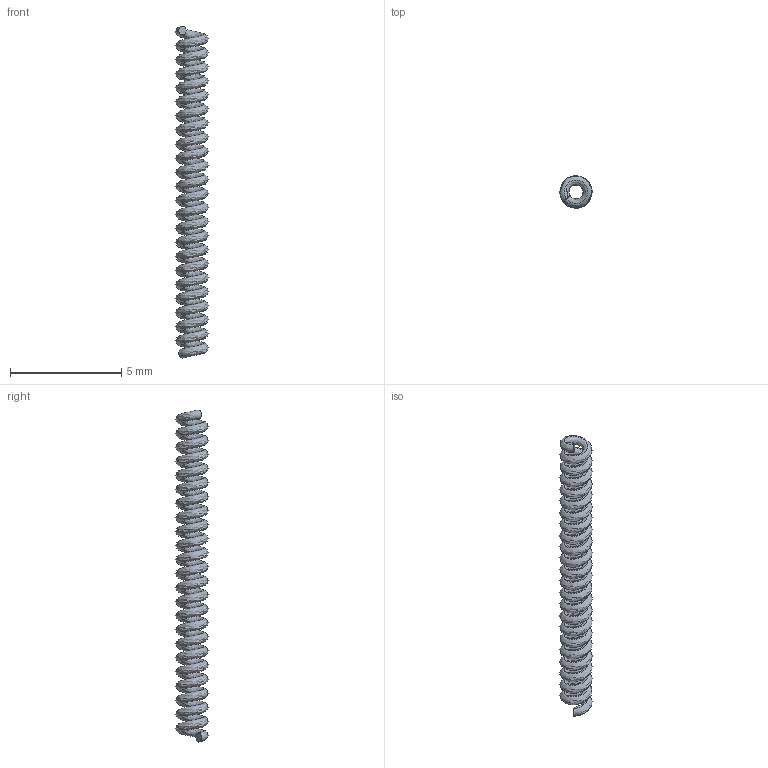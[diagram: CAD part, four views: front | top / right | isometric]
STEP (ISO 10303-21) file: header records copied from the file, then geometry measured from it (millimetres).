
FILE_DESCRIPTION(('FreeCAD Model'),'2;1');
FILE_NAME('693061010911_RESSORT 01.stp','2016-01-27T22:40:48',('FreeCAD'),('FreeCAD'), 'Open CASCADE STEP processor 6.8','FreeCAD','Unknown');
FILE_SCHEMA(('AUTOMOTIVE_DESIGN_CC2 { 1 2 10303 214 -1 1 5 4 }'));
Length unit declared in the file: millimetre
Products named in the file (1): Open CASCADE STEP translator 6.8 68
Bounding box: 1.44 x 1.44 x 14.9 mm (x, y, z)
Volume: 9.5 mm3; surface area: 96.5 mm2
Topology: 1 solids, 1 shells, 4 faces, 6 edges, 4 vertices
Faces by surface type: plane 2, bspline 2
Entity records: 3018 total; most frequent: CARTESIAN_POINT 2913, ORIENTED_EDGE 12, PCURVE 12, DEFINITIONAL_REPRESENTATION 12, DIRECTION 10, EDGE_CURVE 6, SURFACE_CURVE 6, ADVANCED_FACE 4
